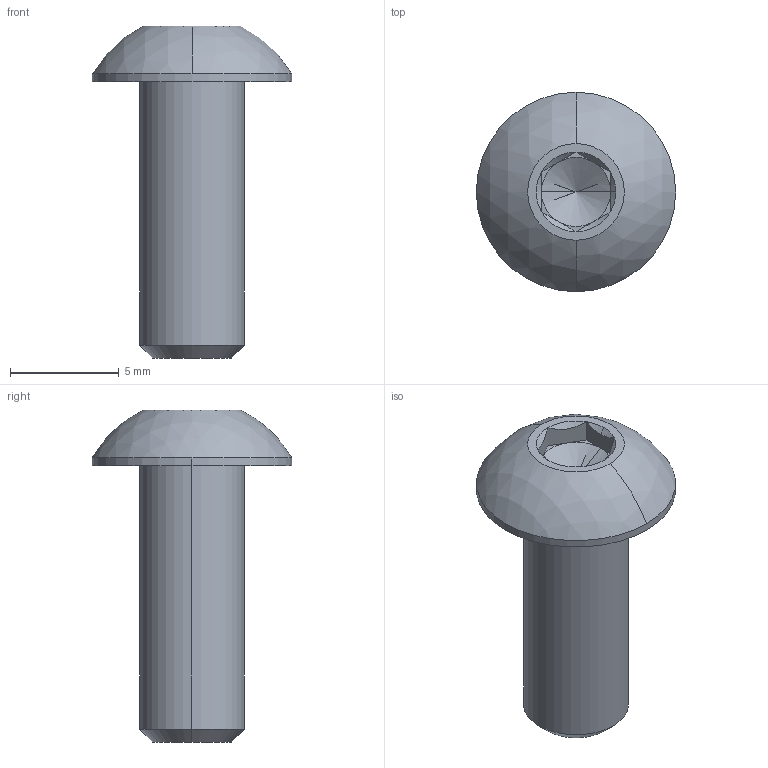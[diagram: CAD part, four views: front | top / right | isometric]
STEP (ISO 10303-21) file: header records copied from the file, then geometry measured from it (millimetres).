
FILE_DESCRIPTION (( 'STEP AP203' ), '1' );
FILE_NAME ('REV-29-2943.STEP', '2022-08-16T14:41:00', ( '' ), ( '' ), 'SwSTEP 2.0', 'SolidWorks 2022', '' );
FILE_SCHEMA (( 'CONFIG_CONTROL_DESIGN' ));
Length unit declared in the file: inch
Products named in the file (1): REV-29-2943
Bounding box: 9.17 x 9.17 x 15.27 mm (x, y, z)
Volume: 337.7 mm3; surface area: 362.9 mm2
Topology: 1 solids, 1 shells, 32 faces, 65 edges, 35 vertices
Faces by surface type: plane 15, cone 11, cylinder 4, sphere 2
Entity records: 920 total; most frequent: CARTESIAN_POINT 178, DIRECTION 151, ORIENTED_EDGE 126, EDGE_CURVE 63, AXIS2_PLACEMENT_3D 62, VERTEX_POINT 35, EDGE_LOOP 34, ADVANCED_FACE 32
